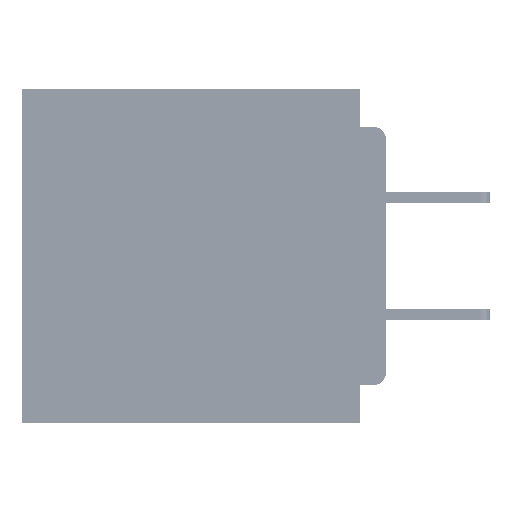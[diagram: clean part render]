
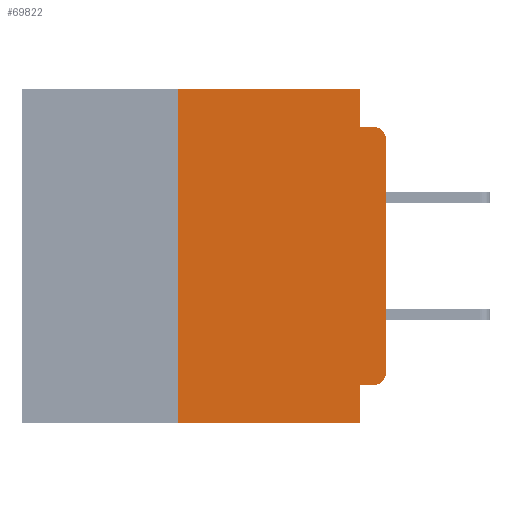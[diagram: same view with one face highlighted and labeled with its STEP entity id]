
A CAD part, left-side view. The second image highlights one B-rep face of the part: STEP entity #69822.
In plain terms, the highlighted planar face has unit normal (-1, 0, 0).
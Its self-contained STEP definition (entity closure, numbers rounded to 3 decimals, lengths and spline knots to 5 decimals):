
#611 = DIRECTION ( 'NONE',  ( 0., -1., 0. ) ) ;
#737 = DIRECTION ( 'NONE',  ( 0., 1., 0. ) ) ;
#1360 = CARTESIAN_POINT ( 'NONE',  ( 0., 0.031, 0. ) ) ;
#1432 = ORIENTED_EDGE ( 'NONE', *, *, #1573, .T. ) ;
#1441 = CARTESIAN_POINT ( 'NONE',  ( 0., 0.031, -0.4 ) ) ;
#1573 = EDGE_CURVE ( 'NONE', #29172, #19402, #34963, .T. ) ;
#1665 = ORIENTED_EDGE ( 'NONE', *, *, #57735, .F. ) ;
#1875 = CARTESIAN_POINT ( 'NONE',  ( 0., 0.437, 0. ) ) ;
#2693 = ORIENTED_EDGE ( 'NONE', *, *, #29196, .T. ) ;
#3229 = EDGE_CURVE ( 'NONE', #49326, #46764, #61114, .T. ) ;
#5946 = VECTOR ( 'NONE', #55517, 39.37008 ) ;
#6121 = CARTESIAN_POINT ( 'NONE',  ( 0., 0.437, 0. ) ) ;
#6465 = EDGE_CURVE ( 'NONE', #54541, #27107, #9839, .T. ) ;
#6704 = AXIS2_PLACEMENT_3D ( 'NONE', #1875, #56451, #23862 ) ;
#7045 = DIRECTION ( 'NONE',  ( -1., 0., 0. ) ) ;
#8914 = CARTESIAN_POINT ( 'NONE',  ( 0., 0.25, -0.4 ) ) ;
#9839 = LINE ( 'NONE', #33471, #66090 ) ;
#14705 = VECTOR ( 'NONE', #39756, 39.37008 ) ;
#15063 = CARTESIAN_POINT ( 'NONE',  ( 0., 0.015, -0.34 ) ) ;
#15138 = ORIENTED_EDGE ( 'NONE', *, *, #52295, .F. ) ;
#16559 = FACE_OUTER_BOUND ( 'NONE', #37351, .T. ) ;
#16977 = LINE ( 'NONE', #1360, #44224 ) ;
#17186 = ORIENTED_EDGE ( 'NONE', *, *, #3229, .F. ) ;
#17904 = LINE ( 'NONE', #26037, #45158 ) ;
#18837 = CARTESIAN_POINT ( 'NONE',  ( 0., 0.031, -0.045 ) ) ;
#19136 = CARTESIAN_POINT ( 'NONE',  ( 0., 0., -0.34 ) ) ;
#19402 = VERTEX_POINT ( 'NONE', #1441 ) ;
#20350 = CARTESIAN_POINT ( 'NONE',  ( 0., 0.015, -0.355 ) ) ;
#20626 = DIRECTION ( 'NONE',  ( 0., 0., -1. ) ) ;
#20846 = VECTOR ( 'NONE', #31114, 39.37008 ) ;
#22397 = CARTESIAN_POINT ( 'NONE',  ( 0., 0., -0.06 ) ) ;
#23081 = ORIENTED_EDGE ( 'NONE', *, *, #64332, .T. ) ;
#23528 = AXIS2_PLACEMENT_3D ( 'NONE', #39702, #7045, #45164 ) ;
#23862 = DIRECTION ( 'NONE',  ( 0., 0., -1. ) ) ;
#25590 = CARTESIAN_POINT ( 'NONE',  ( 0., 0., 0. ) ) ;
#25595 = DIRECTION ( 'NONE',  ( 0., 0., -1. ) ) ;
#26037 = CARTESIAN_POINT ( 'NONE',  ( 0., 0.25, -0.4 ) ) ;
#27107 = VERTEX_POINT ( 'NONE', #56552 ) ;
#27471 = CARTESIAN_POINT ( 'NONE',  ( 0., 0.25, 0. ) ) ;
#28249 = CARTESIAN_POINT ( 'NONE',  ( 0., 0.031, 0. ) ) ;
#28273 = EDGE_CURVE ( 'NONE', #53052, #48251, #29284, .T. ) ;
#29172 = VERTEX_POINT ( 'NONE', #8914 ) ;
#29196 = EDGE_CURVE ( 'NONE', #54541, #49024, #59046, .T. ) ;
#29284 = LINE ( 'NONE', #55969, #14705 ) ;
#31114 = DIRECTION ( 'NONE',  ( 0., 0., 1. ) ) ;
#33471 = CARTESIAN_POINT ( 'NONE',  ( 0., 0., -0.355 ) ) ;
#33657 = ORIENTED_EDGE ( 'NONE', *, *, #6465, .F. ) ;
#34963 = LINE ( 'NONE', #55987, #5946 ) ;
#37012 = DIRECTION ( 'NONE',  ( 0., 0., 1. ) ) ;
#37351 = EDGE_LOOP ( 'NONE', ( #23081, #51753, #64371, #1665, #17186, #56784, #1432, #15138, #33657, #2693 ) ) ;
#39228 = CARTESIAN_POINT ( 'NONE',  ( 0., 0.015, -0.045 ) ) ;
#39702 = CARTESIAN_POINT ( 'NONE',  ( 0., 0.015, -0.06 ) ) ;
#39756 = DIRECTION ( 'NONE',  ( 0., -1., 0. ) ) ;
#44224 = VECTOR ( 'NONE', #66639, 39.37008 ) ;
#44345 = EDGE_CURVE ( 'NONE', #55912, #48251, #65259, .T. ) ;
#45158 = VECTOR ( 'NONE', #37012, 39.37008 ) ;
#45164 = DIRECTION ( 'NONE',  ( 0., 0., -1. ) ) ;
#46613 = VECTOR ( 'NONE', #611, 39.37008 ) ;
#46764 = VERTEX_POINT ( 'NONE', #28249 ) ;
#48251 = VERTEX_POINT ( 'NONE', #39228 ) ;
#49024 = VERTEX_POINT ( 'NONE', #19136 ) ;
#49326 = VERTEX_POINT ( 'NONE', #27471 ) ;
#51753 = ORIENTED_EDGE ( 'NONE', *, *, #44345, .T. ) ;
#52295 = EDGE_CURVE ( 'NONE', #27107, #19402, #70511, .T. ) ;
#52953 = CARTESIAN_POINT ( 'NONE',  ( 0., 0.031, -0.4 ) ) ;
#53052 = VERTEX_POINT ( 'NONE', #18837 ) ;
#53218 = DIRECTION ( 'NONE',  ( -1., 0., 0. ) ) ;
#54438 = AXIS2_PLACEMENT_3D ( 'NONE', #15063, #53218, #20626 ) ;
#54541 = VERTEX_POINT ( 'NONE', #20350 ) ;
#55517 = DIRECTION ( 'NONE',  ( 0., -1., 0. ) ) ;
#55912 = VERTEX_POINT ( 'NONE', #22397 ) ;
#55969 = CARTESIAN_POINT ( 'NONE',  ( 0., 0., -0.045 ) ) ;
#55987 = CARTESIAN_POINT ( 'NONE',  ( 0., 0.437, -0.4 ) ) ;
#56053 = VECTOR ( 'NONE', #25595, 39.37008 ) ;
#56222 = PLANE ( 'NONE',  #6704 ) ;
#56451 = DIRECTION ( 'NONE',  ( 1., 0., 0. ) ) ;
#56552 = CARTESIAN_POINT ( 'NONE',  ( 0., 0.031, -0.355 ) ) ;
#56784 = ORIENTED_EDGE ( 'NONE', *, *, #60244, .F. ) ;
#57735 = EDGE_CURVE ( 'NONE', #46764, #53052, #16977, .T. ) ;
#59046 = CIRCLE ( 'NONE', #54438, 0.015 ) ;
#60244 = EDGE_CURVE ( 'NONE', #29172, #49326, #17904, .T. ) ;
#61114 = LINE ( 'NONE', #6121, #46613 ) ;
#64275 = LINE ( 'NONE', #25590, #20846 ) ;
#64332 = EDGE_CURVE ( 'NONE', #49024, #55912, #64275, .T. ) ;
#64371 = ORIENTED_EDGE ( 'NONE', *, *, #28273, .F. ) ;
#65259 = CIRCLE ( 'NONE', #23528, 0.015 ) ;
#66090 = VECTOR ( 'NONE', #737, 39.37008 ) ;
#66639 = DIRECTION ( 'NONE',  ( 0., 0., -1. ) ) ;
#69822 = ADVANCED_FACE ( 'NONE', ( #16559 ), #56222, .F. ) ;
#70511 = LINE ( 'NONE', #52953, #56053 ) ;
